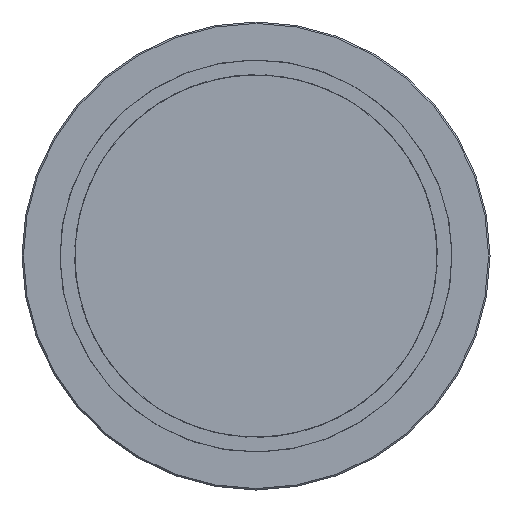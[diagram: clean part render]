
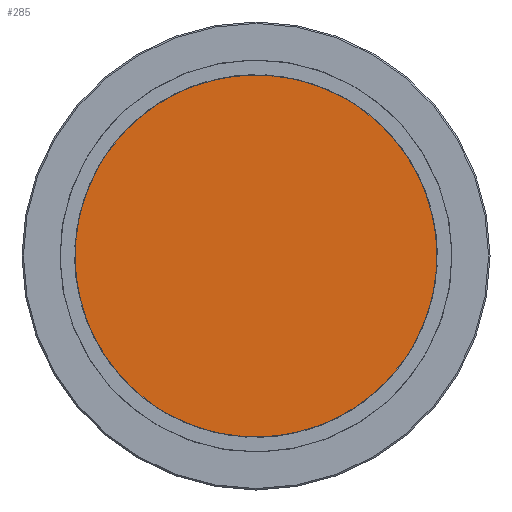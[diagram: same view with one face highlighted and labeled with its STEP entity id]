
A CAD part, front view. The second image highlights one B-rep face of the part: STEP entity #285.
In plain terms, the highlighted face is planar.
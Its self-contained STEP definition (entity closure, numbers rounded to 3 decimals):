
#50=PLANE('',#423);
#74=FACE_OUTER_BOUND('',#97,.T.);
#97=EDGE_LOOP('',(#255));
#141=CIRCLE('',#420,12.4);
#163=VERTEX_POINT('',#600);
#193=EDGE_CURVE('',#163,#163,#141,.T.);
#255=ORIENTED_EDGE('',*,*,#193,.T.);
#285=ADVANCED_FACE('',(#74),#50,.T.);
#420=AXIS2_PLACEMENT_3D('',#601,#509,#510);
#423=AXIS2_PLACEMENT_3D('',#606,#516,#517);
#509=DIRECTION('center_axis',(0.,0.,1.));
#510=DIRECTION('ref_axis',(-1.,0.,0.));
#516=DIRECTION('center_axis',(0.,0.,1.));
#517=DIRECTION('ref_axis',(1.,0.,0.));
#600=CARTESIAN_POINT('',(12.4,0.,3.));
#601=CARTESIAN_POINT('Origin',(0.,0.,3.));
#606=CARTESIAN_POINT('Origin',(0.,0.,3.));
